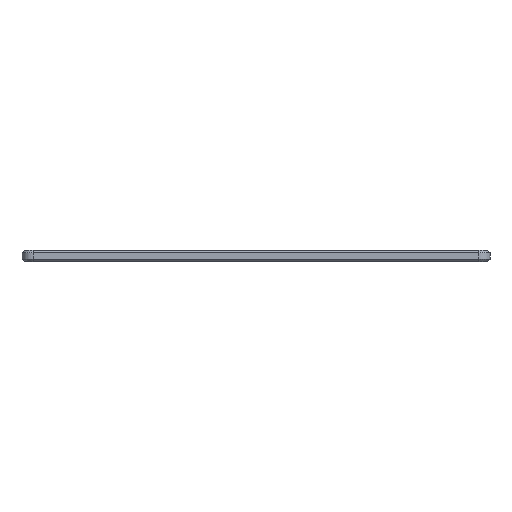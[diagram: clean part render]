
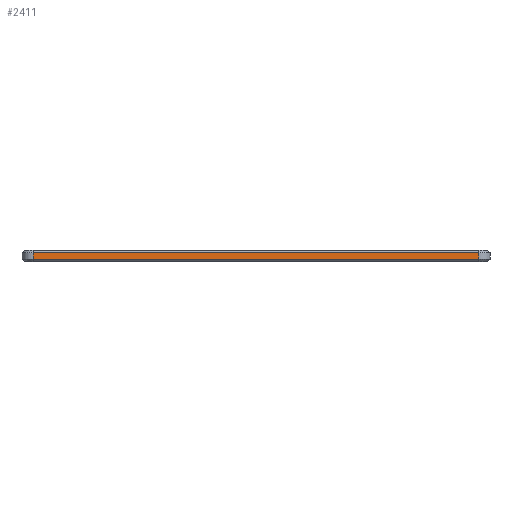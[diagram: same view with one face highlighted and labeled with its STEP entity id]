
A CAD part, left-side view. The second image highlights one B-rep face of the part: STEP entity #2411.
In plain terms, the highlighted planar face has unit normal (-1, 0, 0).
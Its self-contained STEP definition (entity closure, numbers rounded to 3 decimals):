
#647=DIRECTION('',(0.,1.,0.));
#648=VECTOR('',#647,200.);
#649=CARTESIAN_POINT('',(-158.,-100.,1.));
#650=LINE('',#649,#648);
#651=DIRECTION('',(0.,0.,-1.));
#652=VECTOR('',#651,3.);
#653=CARTESIAN_POINT('',(-158.,100.,4.));
#654=LINE('',#653,#652);
#655=DIRECTION('',(0.,-1.,0.));
#656=VECTOR('',#655,200.);
#657=CARTESIAN_POINT('',(-158.,100.,4.));
#658=LINE('',#657,#656);
#659=DIRECTION('',(0.,0.,-1.));
#660=VECTOR('',#659,3.);
#661=CARTESIAN_POINT('',(-158.,-100.,4.));
#662=LINE('',#661,#660);
#1695=CARTESIAN_POINT('',(-158.,-100.,1.));
#1696=VERTEX_POINT('',#1695);
#1699=CARTESIAN_POINT('',(-158.,100.,1.));
#1700=VERTEX_POINT('',#1699);
#1710=CARTESIAN_POINT('',(-158.,100.,4.));
#1712=VERTEX_POINT('',#1710);
#1715=CARTESIAN_POINT('',(-158.,-100.,4.));
#1716=VERTEX_POINT('',#1715);
#2398=CARTESIAN_POINT('',(-158.,105.,0.));
#2399=DIRECTION('',(-1.,0.,0.));
#2400=DIRECTION('',(0.,-1.,0.));
#2401=AXIS2_PLACEMENT_3D('',#2398,#2399,#2400);
#2402=PLANE('',#2401);
#2403=ORIENTED_EDGE('',*,*,#2280,.T.);
#2405=ORIENTED_EDGE('',*,*,#2404,.F.);
#2407=ORIENTED_EDGE('',*,*,#2406,.T.);
#2408=ORIENTED_EDGE('',*,*,#2390,.T.);
#2409=EDGE_LOOP('',(#2403,#2405,#2407,#2408));
#2410=FACE_OUTER_BOUND('',#2409,.F.);
#2411=ADVANCED_FACE('',(#2410),#2402,.T.);
#2280=EDGE_CURVE('',#1696,#1700,#650,.T.);
#2390=EDGE_CURVE('',#1716,#1696,#662,.T.);
#2404=EDGE_CURVE('',#1712,#1700,#654,.T.);
#2406=EDGE_CURVE('',#1712,#1716,#658,.T.);
